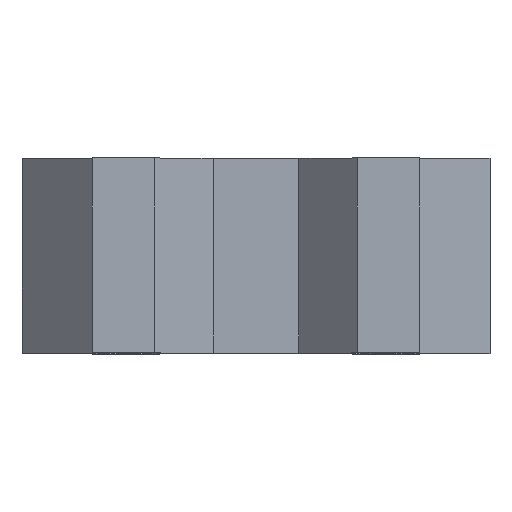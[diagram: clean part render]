
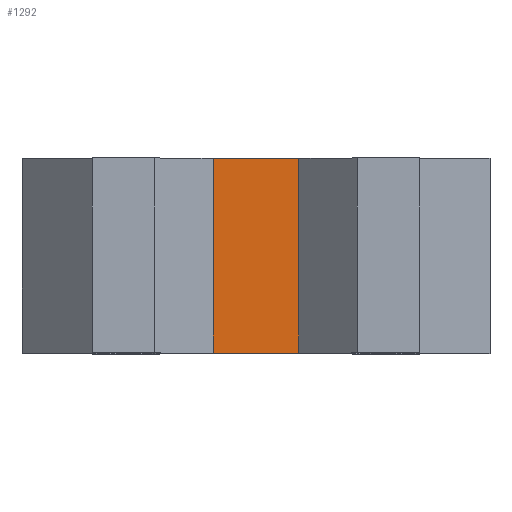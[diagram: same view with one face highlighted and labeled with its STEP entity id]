
A CAD part, top view. The second image highlights one B-rep face of the part: STEP entity #1292.
In plain terms, the highlighted planar face has unit normal (0, 0, 1).
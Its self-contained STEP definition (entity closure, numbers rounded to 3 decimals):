
#36=PLANE('',#1461);
#61=LINE('',#2186,#157);
#127=LINE('',#2341,#223);
#128=LINE('',#2344,#224);
#129=LINE('',#2345,#225);
#157=VECTOR('',#1682,10.);
#223=VECTOR('',#1832,10.);
#224=VECTOR('',#1835,10.);
#225=VECTOR('',#1836,10.);
#326=FACE_OUTER_BOUND('',#401,.T.);
#401=EDGE_LOOP('',(#1129,#1130,#1131,#1132));
#571=VERTEX_POINT('',#2183);
#572=VERTEX_POINT('',#2185);
#619=VERTEX_POINT('',#2339);
#620=VERTEX_POINT('',#2343);
#727=EDGE_CURVE('',#571,#572,#61,.T.);
#805=EDGE_CURVE('',#619,#572,#127,.T.);
#806=EDGE_CURVE('',#620,#619,#128,.T.);
#807=EDGE_CURVE('',#620,#571,#129,.T.);
#1129=ORIENTED_EDGE('',*,*,#806,.T.);
#1130=ORIENTED_EDGE('',*,*,#805,.T.);
#1131=ORIENTED_EDGE('',*,*,#727,.F.);
#1132=ORIENTED_EDGE('',*,*,#807,.F.);
#1292=ADVANCED_FACE('',(#326),#36,.T.);
#1461=AXIS2_PLACEMENT_3D('',#2342,#1833,#1834);
#1682=DIRECTION('',(1.,0.,0.));
#1832=DIRECTION('',(0.,1.,0.));
#1833=DIRECTION('center_axis',(0.,0.,1.));
#1834=DIRECTION('ref_axis',(1.,0.,0.));
#1835=DIRECTION('',(1.,0.,0.));
#1836=DIRECTION('',(0.,1.,0.));
#2183=CARTESIAN_POINT('',(-1.1,5.,6.));
#2185=CARTESIAN_POINT('',(1.1,5.,6.));
#2186=CARTESIAN_POINT('',(-1.1,5.,6.));
#2339=CARTESIAN_POINT('',(1.1,0.,6.));
#2341=CARTESIAN_POINT('',(1.1,0.,6.));
#2342=CARTESIAN_POINT('Origin',(-1.1,0.,6.));
#2343=CARTESIAN_POINT('',(-1.1,0.,6.));
#2344=CARTESIAN_POINT('',(-1.1,0.,6.));
#2345=CARTESIAN_POINT('',(-1.1,0.,6.));
